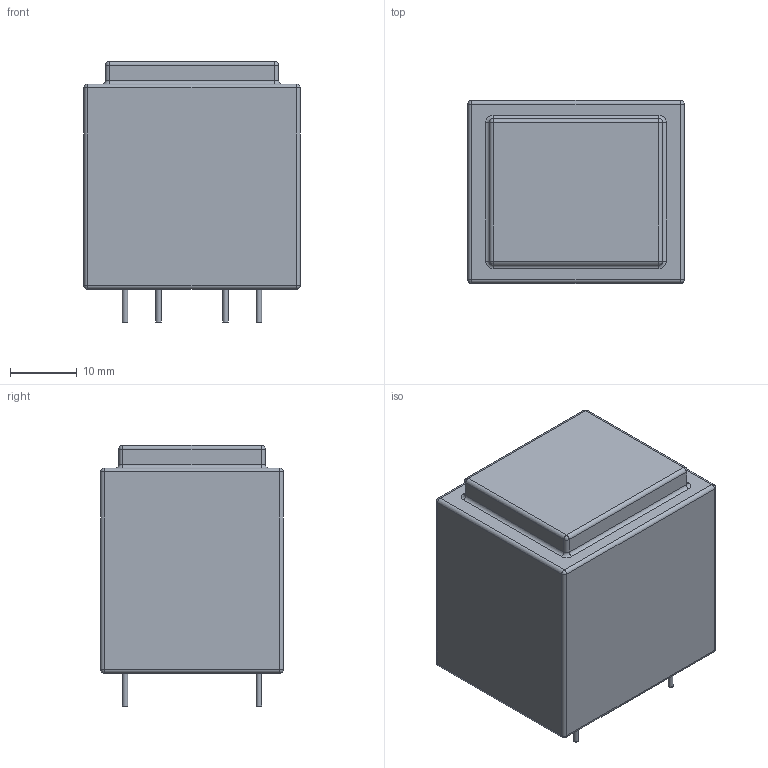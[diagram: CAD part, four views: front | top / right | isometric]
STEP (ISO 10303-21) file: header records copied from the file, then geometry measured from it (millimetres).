
FILE_DESCRIPTION(/* description */ (''),/* implementation_level */ '2;1');
FILE_NAME(/* name */ 'Transformer-Block-VB-2.8-1-15-Safety-Isolating-Transformer.step',/* time_stamp */ '2023-10-28T15:29:57+02:00',/* author */ (''),/* organization */ (''),/* preprocessor_version */ 'ST-DEVELOPER v20',/* originating_system */ 'Autodesk Translation Framework v12.14.0.127',/* authorisation */ '');
FILE_SCHEMA (('AUTOMOTIVE_DESIGN { 1 0 10303 214 3 1 1 }'));
Length unit declared in the file: millimetre
Products named in the file (3): Transformer-Block-VB-2.8-1-15-Safety-Isolating-Transformer; Body; Leads
Assembly tree (2 placements, depth 2):
  Transformer-Block-VB-2.8-1-15-Safety-Isolating-Transformer
    Body
    Leads
Bounding box: 32.3 x 27.3 x 39 mm (x, y, z)
Volume: 28888 mm3; surface area: 5656.9 mm2
Topology: 5 solids, 5 shells, 67 faces, 120 edges, 64 vertices
Faces by surface type: cylinder 28, plane 19, sphere 12, torus 8
Full cylindrical faces by diameter (mm): 0.8 x4
Entity records: 1704 total; most frequent: DIRECTION 334, CARTESIAN_POINT 257, ORIENTED_EDGE 240, AXIS2_PLACEMENT_3D 141, EDGE_CURVE 120, EDGE_LOOP 68, CIRCLE 68, FACE_OUTER_BOUND 67
